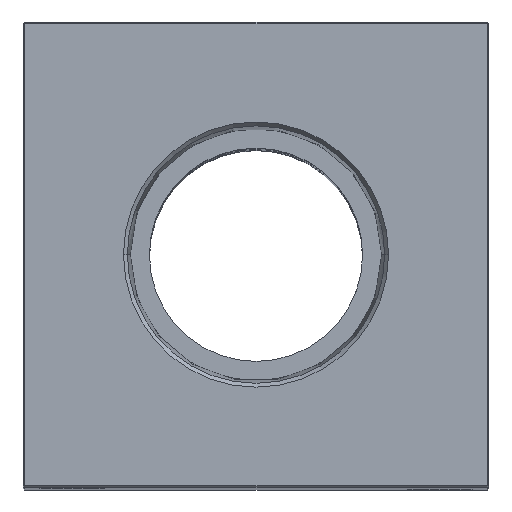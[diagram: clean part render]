
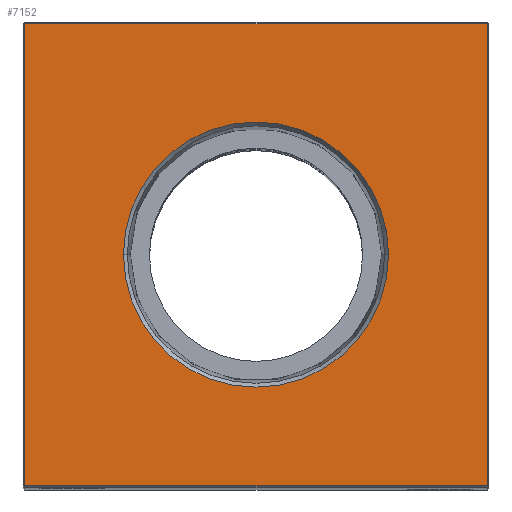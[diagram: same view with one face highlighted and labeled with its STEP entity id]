
A CAD part, top view. The second image highlights one B-rep face of the part: STEP entity #7152.
In plain terms, the highlighted planar face has unit normal (0, 0, 1).
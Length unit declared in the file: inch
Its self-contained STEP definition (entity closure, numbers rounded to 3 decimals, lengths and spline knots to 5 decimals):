
#446 = CARTESIAN_POINT ( 'NONE',  ( 0., 0., 10.5 ) ) ;
#773 = EDGE_LOOP ( 'NONE', ( #26246, #10737 ) ) ;
#882 = DIRECTION ( 'NONE',  ( -1., 0., 0. ) ) ;
#3255 = EDGE_CURVE ( 'NONE', #24503, #23024, #25895, .T. ) ;
#3394 = AXIS2_PLACEMENT_3D ( 'NONE', #14744, #10436, #16228 ) ;
#3638 = VECTOR ( 'NONE', #12396, 39.37008 ) ;
#4196 = CARTESIAN_POINT ( 'NONE',  ( 1.49, 0., 10.5 ) ) ;
#4557 = FACE_OUTER_BOUND ( 'NONE', #25514, .T. ) ;
#4821 = CARTESIAN_POINT ( 'NONE',  ( -0.85498, 0., 10.5 ) ) ;
#5603 = EDGE_CURVE ( 'NONE', #7209, #23795, #14999, .T. ) ;
#7152 = ADVANCED_FACE ( 'NONE', ( #4557, #10476 ), #14919, .F. ) ;
#7209 = VERTEX_POINT ( 'NONE', #4821 ) ;
#7373 = VECTOR ( 'NONE', #13470, 39.37008 ) ;
#7464 = CARTESIAN_POINT ( 'NONE',  ( 0., 1.49, 10.5 ) ) ;
#8444 = CARTESIAN_POINT ( 'NONE',  ( 0., 0., 10.5 ) ) ;
#9762 = LINE ( 'NONE', #11917, #19549 ) ;
#10304 = CARTESIAN_POINT ( 'NONE',  ( -1.49, -1.49, 10.5 ) ) ;
#10436 = DIRECTION ( 'NONE',  ( 0., 0., 1. ) ) ;
#10476 = FACE_BOUND ( 'NONE', #773, .T. ) ;
#10737 = ORIENTED_EDGE ( 'NONE', *, *, #5603, .F. ) ;
#10929 = CARTESIAN_POINT ( 'NONE',  ( 1.49, 1.49, 10.5 ) ) ;
#10994 = CARTESIAN_POINT ( 'NONE',  ( 1.49, -1.49, 10.5 ) ) ;
#11550 = VECTOR ( 'NONE', #882, 39.37008 ) ;
#11917 = CARTESIAN_POINT ( 'NONE',  ( -1.49, 0., 10.5 ) ) ;
#12396 = DIRECTION ( 'NONE',  ( 0., 1., 0. ) ) ;
#12890 = DIRECTION ( 'NONE',  ( -1., 0., 0. ) ) ;
#13203 = DIRECTION ( 'NONE',  ( 0., 0., 1. ) ) ;
#13393 = AXIS2_PLACEMENT_3D ( 'NONE', #446, #13203, #19259 ) ;
#13470 = DIRECTION ( 'NONE',  ( 1., 0., 0. ) ) ;
#13931 = ORIENTED_EDGE ( 'NONE', *, *, #3255, .T. ) ;
#14744 = CARTESIAN_POINT ( 'NONE',  ( 0., 0., 10.5 ) ) ;
#14919 = PLANE ( 'NONE',  #21886 ) ;
#14999 = CIRCLE ( 'NONE', #3394, 0.85498 ) ;
#15096 = CARTESIAN_POINT ( 'NONE',  ( 0., -1.49, 10.5 ) ) ;
#15551 = VERTEX_POINT ( 'NONE', #10304 ) ;
#15828 = ORIENTED_EDGE ( 'NONE', *, *, #23664, .T. ) ;
#16228 = DIRECTION ( 'NONE',  ( 1., 0., 0. ) ) ;
#17067 = EDGE_CURVE ( 'NONE', #23795, #7209, #24989, .T. ) ;
#17106 = EDGE_CURVE ( 'NONE', #15551, #20721, #21418, .T. ) ;
#18681 = DIRECTION ( 'NONE',  ( 0., 0., -1. ) ) ;
#19259 = DIRECTION ( 'NONE',  ( 1., 0., 0. ) ) ;
#19549 = VECTOR ( 'NONE', #26044, 39.37008 ) ;
#20158 = ORIENTED_EDGE ( 'NONE', *, *, #23436, .T. ) ;
#20721 = VERTEX_POINT ( 'NONE', #10994 ) ;
#21418 = LINE ( 'NONE', #15096, #7373 ) ;
#21886 = AXIS2_PLACEMENT_3D ( 'NONE', #8444, #18681, #12890 ) ;
#22630 = LINE ( 'NONE', #4196, #3638 ) ;
#22690 = CARTESIAN_POINT ( 'NONE',  ( -1.49, 1.49, 10.5 ) ) ;
#22805 = ORIENTED_EDGE ( 'NONE', *, *, #17106, .T. ) ;
#23024 = VERTEX_POINT ( 'NONE', #22690 ) ;
#23436 = EDGE_CURVE ( 'NONE', #20721, #24503, #22630, .T. ) ;
#23620 = CARTESIAN_POINT ( 'NONE',  ( 0.85498, 0., 10.5 ) ) ;
#23664 = EDGE_CURVE ( 'NONE', #23024, #15551, #9762, .T. ) ;
#23795 = VERTEX_POINT ( 'NONE', #23620 ) ;
#24503 = VERTEX_POINT ( 'NONE', #10929 ) ;
#24989 = CIRCLE ( 'NONE', #13393, 0.85498 ) ;
#25514 = EDGE_LOOP ( 'NONE', ( #15828, #22805, #20158, #13931 ) ) ;
#25895 = LINE ( 'NONE', #7464, #11550 ) ;
#26044 = DIRECTION ( 'NONE',  ( 0., -1., 0. ) ) ;
#26246 = ORIENTED_EDGE ( 'NONE', *, *, #17067, .F. ) ;
